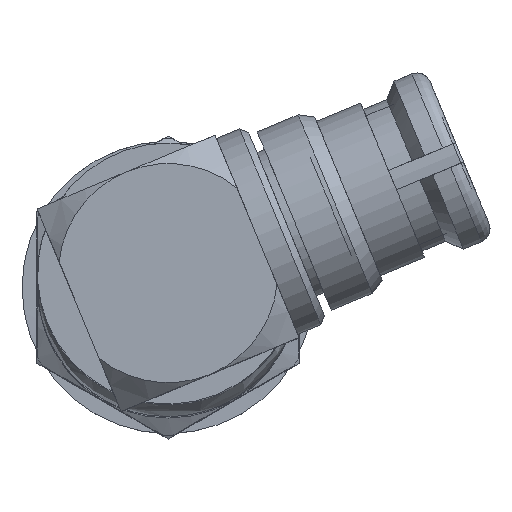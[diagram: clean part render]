
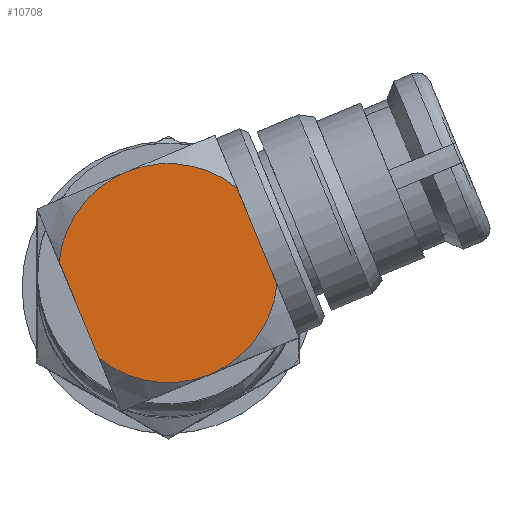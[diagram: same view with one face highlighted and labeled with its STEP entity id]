
A CAD part, top view. The second image highlights one B-rep face of the part: STEP entity #10708.
In plain terms, the highlighted face is planar.
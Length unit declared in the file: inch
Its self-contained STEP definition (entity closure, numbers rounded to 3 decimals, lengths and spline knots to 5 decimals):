
#175 = DIRECTION ( 'NONE',  ( -1., 0., 0. ) ) ;
#520 = DIRECTION ( 'NONE',  ( 1., 0., 0. ) ) ;
#525 = CARTESIAN_POINT ( 'NONE',  ( 0.226, 0., -0.0785 ) ) ;
#1015 = AXIS2_PLACEMENT_3D ( 'NONE', #3026, #10677, #1126 ) ;
#1126 = DIRECTION ( 'NONE',  ( 1., 0., 0. ) ) ;
#1255 = CARTESIAN_POINT ( 'NONE',  ( 0.157, -0.0785, -0.0785 ) ) ;
#1304 = ORIENTED_EDGE ( 'NONE', *, *, #1415, .F. ) ;
#1415 = EDGE_CURVE ( 'NONE', #4213, #12569, #7648, .T. ) ;
#1754 = CARTESIAN_POINT ( 'NONE',  ( 0.226, 0.0785, -0.0785 ) ) ;
#1987 = DIRECTION ( 'NONE',  ( 0., 1., 0. ) ) ;
#2102 = ORIENTED_EDGE ( 'NONE', *, *, #4025, .F. ) ;
#2446 = VERTEX_POINT ( 'NONE', #8828 ) ;
#2555 = ORIENTED_EDGE ( 'NONE', *, *, #6888, .F. ) ;
#2858 = AXIS2_PLACEMENT_3D ( 'NONE', #13812, #10712, #175 ) ;
#3026 = CARTESIAN_POINT ( 'NONE',  ( 0.295, -0.0785, -0.0785 ) ) ;
#3097 = FACE_OUTER_BOUND ( 'NONE', #5879, .T. ) ;
#4025 = EDGE_CURVE ( 'NONE', #5621, #7685, #11986, .T. ) ;
#4082 = CARTESIAN_POINT ( 'NONE',  ( 0.295, -0.0785, -0.0785 ) ) ;
#4213 = VERTEX_POINT ( 'NONE', #11350 ) ;
#5227 = CARTESIAN_POINT ( 'NONE',  ( 0.226, -0.0785, -0.0785 ) ) ;
#5325 = DIRECTION ( 'NONE',  ( 0., 0., 1. ) ) ;
#5512 = ORIENTED_EDGE ( 'NONE', *, *, #6021, .T. ) ;
#5621 = VERTEX_POINT ( 'NONE', #7764 ) ;
#5879 = EDGE_LOOP ( 'NONE', ( #2102, #2555, #11462, #1304, #10193, #5512 ) ) ;
#5903 = DIRECTION ( 'NONE',  ( 0., 0., 1. ) ) ;
#6021 = EDGE_CURVE ( 'NONE', #2446, #7685, #8867, .T. ) ;
#6063 = CARTESIAN_POINT ( 'NONE',  ( 0.226, 0., -0.0785 ) ) ;
#6512 = PLANE ( 'NONE',  #1015 ) ;
#6888 = EDGE_CURVE ( 'NONE', #11154, #5621, #8275, .T. ) ;
#7648 = CIRCLE ( 'NONE', #10064, 0.0785 ) ;
#7685 = VERTEX_POINT ( 'NONE', #1754 ) ;
#7764 = CARTESIAN_POINT ( 'NONE',  ( 0.295, 0.03743, -0.0785 ) ) ;
#7861 = EDGE_CURVE ( 'NONE', #4213, #2446, #10803, .T. ) ;
#8275 = LINE ( 'NONE', #4082, #9206 ) ;
#8828 = CARTESIAN_POINT ( 'NONE',  ( 0.157, 0.03743, -0.0785 ) ) ;
#8867 = CIRCLE ( 'NONE', #2858, 0.0785 ) ;
#9206 = VECTOR ( 'NONE', #1987, 39.37008 ) ;
#9328 = CARTESIAN_POINT ( 'NONE',  ( 0.226, 0., -0.0785 ) ) ;
#9567 = DIRECTION ( 'NONE',  ( 1., 0., 0. ) ) ;
#9732 = AXIS2_PLACEMENT_3D ( 'NONE', #9328, #5903, #520 ) ;
#10064 = AXIS2_PLACEMENT_3D ( 'NONE', #6063, #5325, #9567 ) ;
#10193 = ORIENTED_EDGE ( 'NONE', *, *, #7861, .T. ) ;
#10649 = AXIS2_PLACEMENT_3D ( 'NONE', #525, #10866, #13246 ) ;
#10677 = DIRECTION ( 'NONE',  ( 0., 0., 1. ) ) ;
#10708 = ADVANCED_FACE ( 'NONE', ( #3097 ), #6512, .F. ) ;
#10712 = DIRECTION ( 'NONE',  ( 0., 0., -1. ) ) ;
#10803 = LINE ( 'NONE', #1255, #13491 ) ;
#10833 = CIRCLE ( 'NONE', #9732, 0.0785 ) ;
#10866 = DIRECTION ( 'NONE',  ( 0., 0., 1. ) ) ;
#11154 = VERTEX_POINT ( 'NONE', #12344 ) ;
#11350 = CARTESIAN_POINT ( 'NONE',  ( 0.157, -0.03743, -0.0785 ) ) ;
#11462 = ORIENTED_EDGE ( 'NONE', *, *, #12787, .F. ) ;
#11986 = CIRCLE ( 'NONE', #10649, 0.0785 ) ;
#12344 = CARTESIAN_POINT ( 'NONE',  ( 0.295, -0.03743, -0.0785 ) ) ;
#12569 = VERTEX_POINT ( 'NONE', #5227 ) ;
#12787 = EDGE_CURVE ( 'NONE', #12569, #11154, #10833, .T. ) ;
#12920 = DIRECTION ( 'NONE',  ( 0., 1., 0. ) ) ;
#13246 = DIRECTION ( 'NONE',  ( 1., 0., 0. ) ) ;
#13491 = VECTOR ( 'NONE', #12920, 39.37008 ) ;
#13812 = CARTESIAN_POINT ( 'NONE',  ( 0.226, 0., -0.0785 ) ) ;
